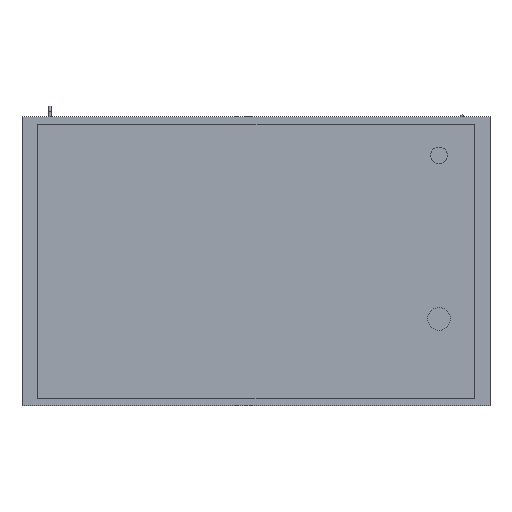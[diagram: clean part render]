
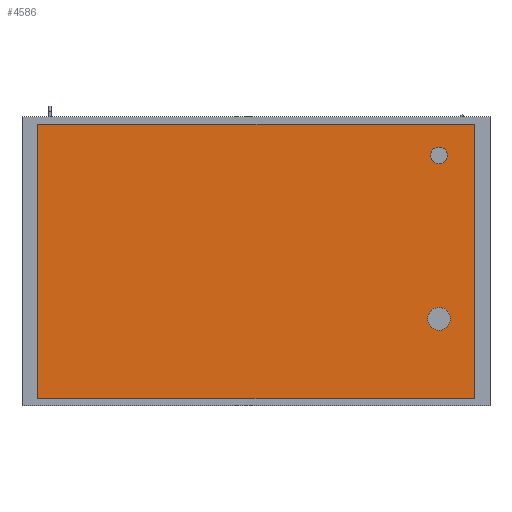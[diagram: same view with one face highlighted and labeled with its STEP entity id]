
A CAD part, front view. The second image highlights one B-rep face of the part: STEP entity #4586.
In plain terms, the highlighted planar face has unit normal (0, -1, 0).
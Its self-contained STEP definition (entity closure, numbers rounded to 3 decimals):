
#283=FACE_OUTER_BOUND('',#568,.T.);
#568=EDGE_LOOP('',(#3069,#3070,#3071,#3072));
#860=LINE('',#6720,#1395);
#864=LINE('',#6728,#1399);
#867=LINE('',#6734,#1402);
#870=LINE('',#6739,#1405);
#1395=VECTOR('',#5352,10.);
#1399=VECTOR('',#5358,10.);
#1402=VECTOR('',#5363,10.);
#1405=VECTOR('',#5368,10.);
#1926=VERTEX_POINT('',#6718);
#1927=VERTEX_POINT('',#6719);
#1930=VERTEX_POINT('',#6727);
#1932=VERTEX_POINT('',#6733);
#2372=EDGE_CURVE('',#1926,#1927,#860,.T.);
#2376=EDGE_CURVE('',#1930,#1926,#864,.T.);
#2379=EDGE_CURVE('',#1932,#1930,#867,.T.);
#2382=EDGE_CURVE('',#1927,#1932,#870,.T.);
#3069=ORIENTED_EDGE('',*,*,#2382,.F.);
#3070=ORIENTED_EDGE('',*,*,#2372,.F.);
#3071=ORIENTED_EDGE('',*,*,#2376,.F.);
#3072=ORIENTED_EDGE('',*,*,#2379,.F.);
#4365=PLANE('',#4922);
#4586=ADVANCED_FACE('',(#283),#4365,.F.);
#4922=AXIS2_PLACEMENT_3D('',#6742,#5372,#5373);
#5352=DIRECTION('',(0.,0.,1.));
#5358=DIRECTION('',(-1.,0.,0.));
#5363=DIRECTION('',(0.,0.,-1.));
#5368=DIRECTION('',(1.,0.,0.));
#5372=DIRECTION('center_axis',(0.,1.,0.));
#5373=DIRECTION('ref_axis',(0.,0.,1.));
#6718=CARTESIAN_POINT('',(-525.,0.,-330.));
#6719=CARTESIAN_POINT('',(-525.,0.,330.));
#6720=CARTESIAN_POINT('',(-525.,0.,-330.));
#6727=CARTESIAN_POINT('',(525.,0.,-330.));
#6728=CARTESIAN_POINT('',(525.,0.,-330.));
#6733=CARTESIAN_POINT('',(525.,0.,330.));
#6734=CARTESIAN_POINT('',(525.,0.,330.));
#6739=CARTESIAN_POINT('',(-525.,0.,330.));
#6742=CARTESIAN_POINT('Origin',(0.,0.,0.));
